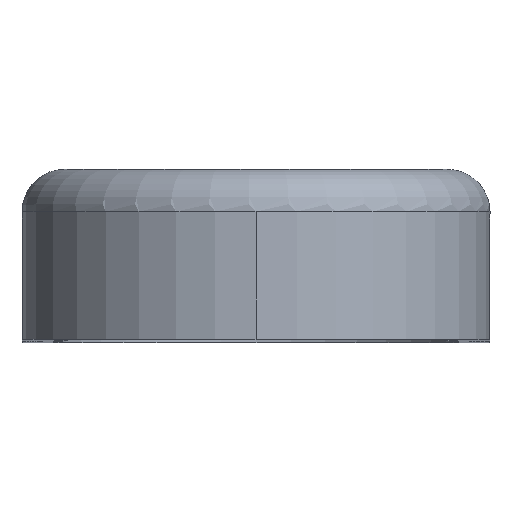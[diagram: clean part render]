
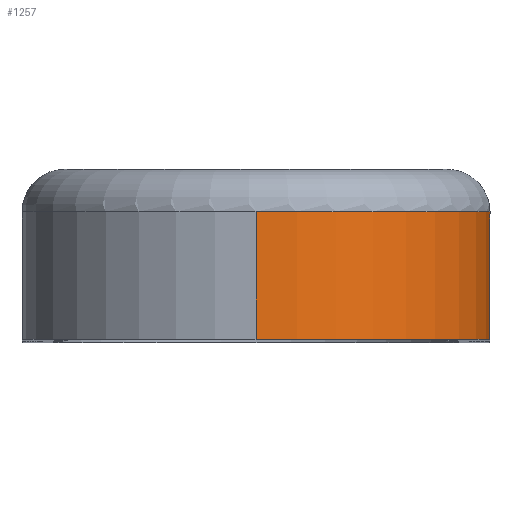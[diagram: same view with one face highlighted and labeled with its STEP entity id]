
A CAD part, top view. The second image highlights one B-rep face of the part: STEP entity #1257.
In plain terms, the highlighted cylindrical face has radius 11 mm (diameter 22 mm), a partial arc.
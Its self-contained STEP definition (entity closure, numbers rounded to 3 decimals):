
#73 = EDGE_CURVE ( 'NONE', #1572, #3333, #1518, .T. ) ;
#158 = CARTESIAN_POINT ( 'NONE',  ( 35.584, 50.438, 126.203 ) ) ;
#439 = ORIENTED_EDGE ( 'NONE', *, *, #73, .T. ) ;
#471 = EDGE_CURVE ( 'NONE', #2487, #2499, #3151, .T. ) ;
#605 = DIRECTION ( 'NONE',  ( 0., -1., 0. ) ) ;
#613 = AXIS2_PLACEMENT_3D ( 'NONE', #1975, #2294, #1824 ) ;
#703 = CARTESIAN_POINT ( 'NONE',  ( 35.584, 50.438, 115.203 ) ) ;
#767 = ORIENTED_EDGE ( 'NONE', *, *, #3454, .F. ) ;
#850 = CARTESIAN_POINT ( 'NONE',  ( 46.584, 56.938, 115.203 ) ) ;
#859 = AXIS2_PLACEMENT_3D ( 'NONE', #703, #2515, #1023 ) ;
#1023 = DIRECTION ( 'NONE',  ( 0., 0., -1. ) ) ;
#1182 = DIRECTION ( 'NONE',  ( 0., -1., 0. ) ) ;
#1245 = DIRECTION ( 'NONE',  ( 0., 0., -1. ) ) ;
#1247 = VECTOR ( 'NONE', #2608, 1000. ) ;
#1257 = ADVANCED_FACE ( 'NONE', ( #3841 ), #2856, .T. ) ;
#1491 = LINE ( 'NONE', #2000, #1247 ) ;
#1518 = CIRCLE ( 'NONE', #859, 11. ) ;
#1528 = CARTESIAN_POINT ( 'NONE',  ( 46.584, 50.438, 115.203 ) ) ;
#1572 = VERTEX_POINT ( 'NONE', #158 ) ;
#1773 = LINE ( 'NONE', #850, #2446 ) ;
#1824 = DIRECTION ( 'NONE',  ( 0., 0., 1. ) ) ;
#1912 = CARTESIAN_POINT ( 'NONE',  ( 35.584, 56.438, 115.203 ) ) ;
#1956 = CARTESIAN_POINT ( 'NONE',  ( 35.584, 56.438, 126.203 ) ) ;
#1975 = CARTESIAN_POINT ( 'NONE',  ( 35.584, 56.938, 115.203 ) ) ;
#2000 = CARTESIAN_POINT ( 'NONE',  ( 35.584, 56.938, 126.203 ) ) ;
#2184 = ORIENTED_EDGE ( 'NONE', *, *, #2370, .T. ) ;
#2196 = ORIENTED_EDGE ( 'NONE', *, *, #471, .T. ) ;
#2294 = DIRECTION ( 'NONE',  ( 0., -1., 0. ) ) ;
#2370 = EDGE_CURVE ( 'NONE', #2499, #1572, #1491, .T. ) ;
#2446 = VECTOR ( 'NONE', #1182, 1000. ) ;
#2487 = VERTEX_POINT ( 'NONE', #3690 ) ;
#2499 = VERTEX_POINT ( 'NONE', #1956 ) ;
#2515 = DIRECTION ( 'NONE',  ( 0., 1., 0. ) ) ;
#2608 = DIRECTION ( 'NONE',  ( 0., -1., 0. ) ) ;
#2856 = CYLINDRICAL_SURFACE ( 'NONE', #613, 11. ) ;
#3030 = EDGE_LOOP ( 'NONE', ( #2196, #2184, #439, #767 ) ) ;
#3151 = CIRCLE ( 'NONE', #3590, 11. ) ;
#3333 = VERTEX_POINT ( 'NONE', #1528 ) ;
#3454 = EDGE_CURVE ( 'NONE', #2487, #3333, #1773, .T. ) ;
#3590 = AXIS2_PLACEMENT_3D ( 'NONE', #1912, #605, #1245 ) ;
#3690 = CARTESIAN_POINT ( 'NONE',  ( 46.584, 56.438, 115.203 ) ) ;
#3841 = FACE_OUTER_BOUND ( 'NONE', #3030, .T. ) ;
